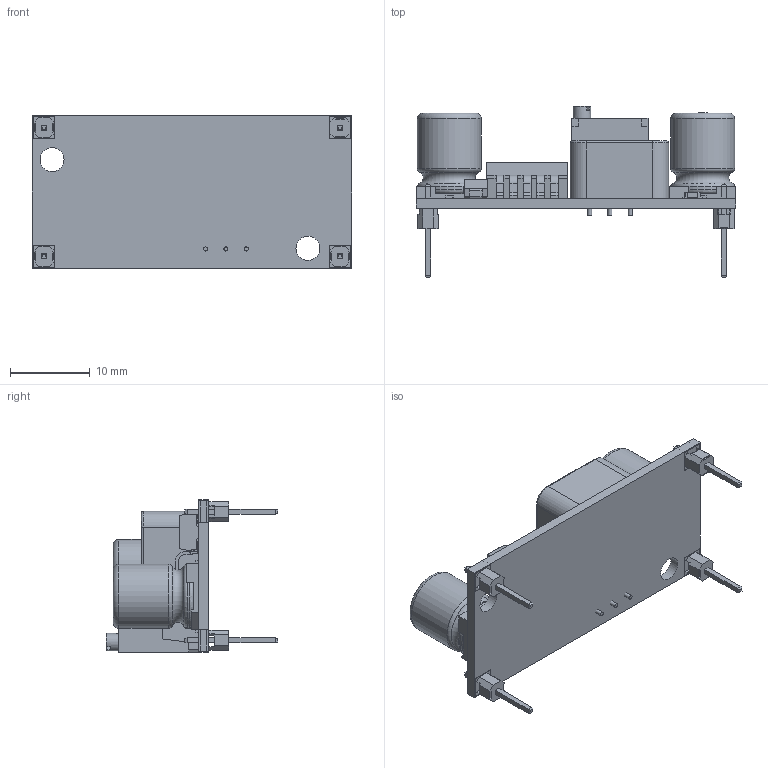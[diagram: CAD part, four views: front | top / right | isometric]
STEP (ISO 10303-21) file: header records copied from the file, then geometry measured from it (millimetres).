
FILE_DESCRIPTION(/* description */ (''),/* implementation_level */ '2;1');
FILE_NAME(/* name */ 'LM2596 DC-DC Buck Converter Module with PLS.stp',/* time_stamp */ '2025-12-02T18:55:11+03:00',/* author */ ('katya_notebook'),/* organization */ (''),/* preprocessor_version */ 'ST-DEVELOPER v20',/* originating_system */ 'Autodesk Inventor 2024',/* authorisation */ '');
FILE_SCHEMA (('AUTOMOTIVE_DESIGN { 1 0 10303 214 3 1 1 }'));
Length unit declared in the file: millimetre
Products named in the file (11): LM2536 DC-DC Buck Converter Module; Solid7; Solid14; Diode SMA; Solid40; Solid34; Solid20; Solid25; CAPSMD220-35; solder_hole; PLS-1
Assembly tree (17 placements, depth 2):
  LM2536 DC-DC Buck Converter Module
    Solid7
    Solid14
    CAPSMD220-35  x2
    Diode SMA
    Solid40
    Solid34
    Solid20
    Solid25
    solder_hole  x4
    PLS-1  x4
Bounding box: 40 x 21.42 x 19.09 mm (x, y, z)
Volume: 3980.2 mm3; surface area: 4555.5 mm2
Topology: 24 solids, 24 shells, 1052 faces, 2637 edges, 1642 vertices
Faces by surface type: plane 627, cylinder 196, bspline 150, sphere 56, torus 14, cone 9
Full cylindrical faces by diameter (mm): 0.51 x3, 1 x1, 1.02 x1, 1.353 x4, 1.364 x4, 2.19 x1, 3 x2, 8 x2
Entity records: 22655 total; most frequent: CARTESIAN_POINT 5344, ORIENTED_EDGE 3514, DIRECTION 3177, EDGE_CURVE 1757, LINE 1165, VECTOR 1165, VERTEX_POINT 1090, AXIS2_PLACEMENT_3D 1006
